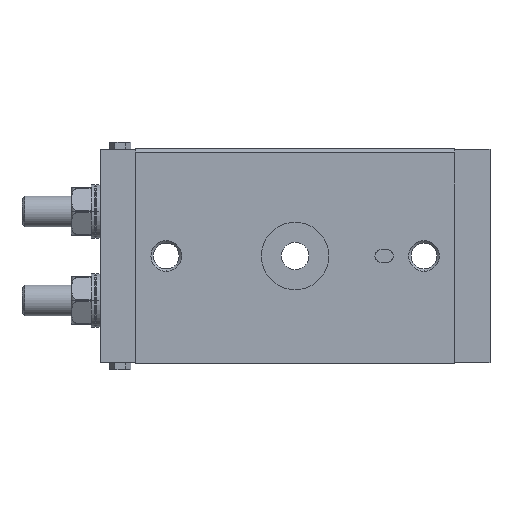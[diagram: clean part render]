
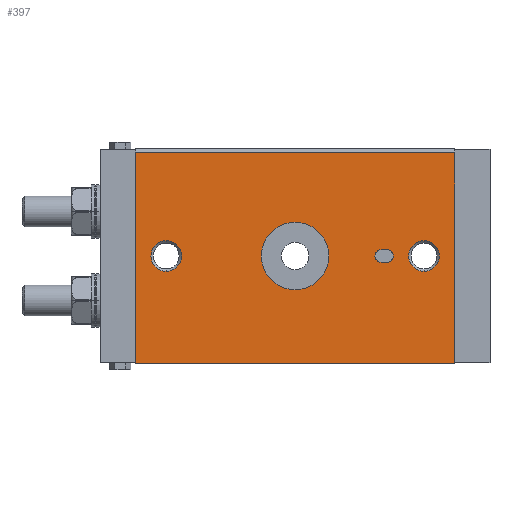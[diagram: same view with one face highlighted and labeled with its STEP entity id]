
A CAD part, front view. The second image highlights one B-rep face of the part: STEP entity #397.
In plain terms, the highlighted planar face has unit normal (0, -1, 0).
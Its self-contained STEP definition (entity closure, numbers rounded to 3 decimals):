
#6 = CARTESIAN_POINT ( 'NONE',  ( -42., 0., 5. ) ) ;
#43 = ORIENTED_EDGE ( 'NONE', *, *, #10511, .T. ) ;
#52 = CARTESIAN_POINT ( 'NONE',  ( 28., 0., 2. ) ) ;
#64 = CARTESIAN_POINT ( 'NONE',  ( 52., 0., 33.586 ) ) ;
#145 = CIRCLE ( 'NONE', #10047, 5. ) ;
#155 = DIRECTION ( 'NONE',  ( 1., 0., 0. ) ) ;
#287 = VERTEX_POINT ( 'NONE', #6813 ) ;
#309 = VERTEX_POINT ( 'NONE', #3123 ) ;
#317 = CARTESIAN_POINT ( 'NONE',  ( 0., 0., -11. ) ) ;
#341 = VERTEX_POINT ( 'NONE', #3156 ) ;
#356 = VECTOR ( 'NONE', #9640, 1000. ) ;
#359 = CIRCLE ( 'NONE', #10793, 2. ) ;
#397 = ADVANCED_FACE ( 'NONE', ( #5588, #596, #898, #5289, #2798 ), #5168, .F. ) ;
#416 = CARTESIAN_POINT ( 'NONE',  ( 52., 0., 33.586 ) ) ;
#567 = LINE ( 'NONE', #10622, #9915 ) ;
#596 = FACE_BOUND ( 'NONE', #8784, .T. ) ;
#726 = ORIENTED_EDGE ( 'NONE', *, *, #6081, .T. ) ;
#875 = ORIENTED_EDGE ( 'NONE', *, *, #11695, .F. ) ;
#898 = FACE_BOUND ( 'NONE', #11240, .T. ) ;
#1047 = CARTESIAN_POINT ( 'NONE',  ( 42., 0., 0. ) ) ;
#1233 = AXIS2_PLACEMENT_3D ( 'NONE', #7405, #1780, #8331 ) ;
#1360 = DIRECTION ( 'NONE',  ( 0., 0., -1. ) ) ;
#1436 = CARTESIAN_POINT ( 'NONE',  ( 52., 0., 33.586 ) ) ;
#1530 = LINE ( 'NONE', #7655, #3728 ) ;
#1567 = VECTOR ( 'NONE', #5088, 1000. ) ;
#1706 = CARTESIAN_POINT ( 'NONE',  ( 42., 0., -5. ) ) ;
#1780 = DIRECTION ( 'NONE',  ( 0., -1., 0. ) ) ;
#1919 = CARTESIAN_POINT ( 'NONE',  ( 42., 0., 0. ) ) ;
#1974 = DIRECTION ( 'NONE',  ( 0., 0., 1. ) ) ;
#2016 = LINE ( 'NONE', #5526, #11635 ) ;
#2136 = DIRECTION ( 'NONE',  ( -1., 0., 0. ) ) ;
#2173 = AXIS2_PLACEMENT_3D ( 'NONE', #2947, #9471, #3884 ) ;
#2174 = EDGE_CURVE ( 'NONE', #8474, #6913, #6856, .T. ) ;
#2240 = LINE ( 'NONE', #4051, #356 ) ;
#2570 = CIRCLE ( 'NONE', #2173, 5. ) ;
#2767 = DIRECTION ( 'NONE',  ( 0., 1., 0. ) ) ;
#2798 = FACE_OUTER_BOUND ( 'NONE', #9435, .T. ) ;
#2880 = DIRECTION ( 'NONE',  ( 0., 0., 1. ) ) ;
#2947 = CARTESIAN_POINT ( 'NONE',  ( -42., 0., 0. ) ) ;
#3123 = CARTESIAN_POINT ( 'NONE',  ( 30., 0., 2. ) ) ;
#3156 = CARTESIAN_POINT ( 'NONE',  ( 42., 0., 5. ) ) ;
#3276 = CARTESIAN_POINT ( 'NONE',  ( 0., 0., 0. ) ) ;
#3321 = DIRECTION ( 'NONE',  ( 0., 1., 0. ) ) ;
#3365 = ORIENTED_EDGE ( 'NONE', *, *, #2174, .T. ) ;
#3724 = VERTEX_POINT ( 'NONE', #52 ) ;
#3728 = VECTOR ( 'NONE', #155, 1000. ) ;
#3736 = ORIENTED_EDGE ( 'NONE', *, *, #8235, .F. ) ;
#3884 = DIRECTION ( 'NONE',  ( 0., 0., 1. ) ) ;
#4051 = CARTESIAN_POINT ( 'NONE',  ( 52., 0., 33.586 ) ) ;
#4087 = VECTOR ( 'NONE', #1360, 1000. ) ;
#4153 = DIRECTION ( 'NONE',  ( 0., -1., 0. ) ) ;
#4208 = DIRECTION ( 'NONE',  ( 0., 0., -1. ) ) ;
#4584 = VERTEX_POINT ( 'NONE', #1706 ) ;
#4894 = CIRCLE ( 'NONE', #6130, 5. ) ;
#4948 = EDGE_CURVE ( 'NONE', #11985, #6312, #1530, .T. ) ;
#5005 = ORIENTED_EDGE ( 'NONE', *, *, #11662, .F. ) ;
#5064 = CARTESIAN_POINT ( 'NONE',  ( -42., 0., -5. ) ) ;
#5088 = DIRECTION ( 'NONE',  ( 0., 0., -1. ) ) ;
#5168 = PLANE ( 'NONE',  #11282 ) ;
#5289 = FACE_BOUND ( 'NONE', #7235, .T. ) ;
#5526 = CARTESIAN_POINT ( 'NONE',  ( -52., 0., -35. ) ) ;
#5548 = DIRECTION ( 'NONE',  ( 0., -1., 0. ) ) ;
#5583 = EDGE_CURVE ( 'NONE', #6312, #309, #359, .T. ) ;
#5588 = FACE_BOUND ( 'NONE', #8953, .T. ) ;
#5659 = CARTESIAN_POINT ( 'NONE',  ( -52., 0., 33.586 ) ) ;
#5738 = VERTEX_POINT ( 'NONE', #64 ) ;
#5909 = VERTEX_POINT ( 'NONE', #10127 ) ;
#6081 = EDGE_CURVE ( 'NONE', #5738, #7731, #2240, .T. ) ;
#6130 = AXIS2_PLACEMENT_3D ( 'NONE', #1047, #7597, #1974 ) ;
#6242 = CARTESIAN_POINT ( 'NONE',  ( 30., 0., -2. ) ) ;
#6312 = VERTEX_POINT ( 'NONE', #6242 ) ;
#6396 = EDGE_CURVE ( 'NONE', #341, #4584, #4894, .T. ) ;
#6472 = CARTESIAN_POINT ( 'NONE',  ( 28., 0., -2. ) ) ;
#6813 = CARTESIAN_POINT ( 'NONE',  ( 0., 0., 11. ) ) ;
#6856 = CIRCLE ( 'NONE', #10388, 5. ) ;
#6904 = VERTEX_POINT ( 'NONE', #7452 ) ;
#6913 = VERTEX_POINT ( 'NONE', #6 ) ;
#7235 = EDGE_LOOP ( 'NONE', ( #10676, #10404, #8032, #11867 ) ) ;
#7405 = CARTESIAN_POINT ( 'NONE',  ( 28., 0., 0. ) ) ;
#7452 = CARTESIAN_POINT ( 'NONE',  ( -52., 0., -35. ) ) ;
#7597 = DIRECTION ( 'NONE',  ( 0., 1., 0. ) ) ;
#7655 = CARTESIAN_POINT ( 'NONE',  ( 28., 0., -2. ) ) ;
#7663 = ORIENTED_EDGE ( 'NONE', *, *, #9057, .T. ) ;
#7731 = VERTEX_POINT ( 'NONE', #5659 ) ;
#7732 = EDGE_CURVE ( 'NONE', #4584, #341, #145, .T. ) ;
#8032 = ORIENTED_EDGE ( 'NONE', *, *, #10861, .F. ) ;
#8223 = EDGE_CURVE ( 'NONE', #3724, #11985, #9483, .T. ) ;
#8235 = EDGE_CURVE ( 'NONE', #5909, #6904, #2016, .T. ) ;
#8331 = DIRECTION ( 'NONE',  ( 0., 0., -1. ) ) ;
#8367 = CARTESIAN_POINT ( 'NONE',  ( -42., 0., 0. ) ) ;
#8453 = LINE ( 'NONE', #10668, #1567 ) ;
#8474 = VERTEX_POINT ( 'NONE', #5064 ) ;
#8477 = DIRECTION ( 'NONE',  ( 0., 1., 0. ) ) ;
#8774 = CIRCLE ( 'NONE', #9644, 11. ) ;
#8784 = EDGE_LOOP ( 'NONE', ( #3365, #7663 ) ) ;
#8824 = ORIENTED_EDGE ( 'NONE', *, *, #6396, .T. ) ;
#8920 = CIRCLE ( 'NONE', #9697, 11. ) ;
#8953 = EDGE_LOOP ( 'NONE', ( #10573, #8824 ) ) ;
#9057 = EDGE_CURVE ( 'NONE', #6913, #8474, #2570, .T. ) ;
#9257 = EDGE_CURVE ( 'NONE', #287, #10449, #8920, .T. ) ;
#9306 = DIRECTION ( 'NONE',  ( 0., 0., 1. ) ) ;
#9435 = EDGE_LOOP ( 'NONE', ( #43, #3736, #5005, #726 ) ) ;
#9471 = DIRECTION ( 'NONE',  ( 0., 1., 0. ) ) ;
#9483 = CIRCLE ( 'NONE', #1233, 2. ) ;
#9640 = DIRECTION ( 'NONE',  ( -1., 0., 0. ) ) ;
#9644 = AXIS2_PLACEMENT_3D ( 'NONE', #3276, #9800, #4208 ) ;
#9697 = AXIS2_PLACEMENT_3D ( 'NONE', #9740, #4153, #10672 ) ;
#9740 = CARTESIAN_POINT ( 'NONE',  ( 0., 0., 0. ) ) ;
#9800 = DIRECTION ( 'NONE',  ( 0., -1., 0. ) ) ;
#9845 = DIRECTION ( 'NONE',  ( 0., 0., 1. ) ) ;
#9915 = VECTOR ( 'NONE', #2136, 1000. ) ;
#10047 = AXIS2_PLACEMENT_3D ( 'NONE', #1919, #8477, #2880 ) ;
#10127 = CARTESIAN_POINT ( 'NONE',  ( 52., 0., -35. ) ) ;
#10388 = AXIS2_PLACEMENT_3D ( 'NONE', #8367, #2767, #9306 ) ;
#10392 = ORIENTED_EDGE ( 'NONE', *, *, #9257, .F. ) ;
#10404 = ORIENTED_EDGE ( 'NONE', *, *, #8223, .F. ) ;
#10449 = VERTEX_POINT ( 'NONE', #317 ) ;
#10511 = EDGE_CURVE ( 'NONE', #7731, #6904, #8453, .T. ) ;
#10573 = ORIENTED_EDGE ( 'NONE', *, *, #7732, .T. ) ;
#10622 = CARTESIAN_POINT ( 'NONE',  ( 30., 0., 2. ) ) ;
#10668 = CARTESIAN_POINT ( 'NONE',  ( -52., 0., 33.586 ) ) ;
#10672 = DIRECTION ( 'NONE',  ( 0., 0., -1. ) ) ;
#10676 = ORIENTED_EDGE ( 'NONE', *, *, #4948, .F. ) ;
#10793 = AXIS2_PLACEMENT_3D ( 'NONE', #11112, #5548, #12049 ) ;
#10861 = EDGE_CURVE ( 'NONE', #309, #3724, #567, .T. ) ;
#11112 = CARTESIAN_POINT ( 'NONE',  ( 30., 0., 0. ) ) ;
#11213 = DIRECTION ( 'NONE',  ( -1., 0., 0. ) ) ;
#11240 = EDGE_LOOP ( 'NONE', ( #875, #10392 ) ) ;
#11282 = AXIS2_PLACEMENT_3D ( 'NONE', #1436, #3321, #9845 ) ;
#11356 = LINE ( 'NONE', #416, #4087 ) ;
#11635 = VECTOR ( 'NONE', #11213, 1000. ) ;
#11662 = EDGE_CURVE ( 'NONE', #5738, #5909, #11356, .T. ) ;
#11695 = EDGE_CURVE ( 'NONE', #10449, #287, #8774, .T. ) ;
#11867 = ORIENTED_EDGE ( 'NONE', *, *, #5583, .F. ) ;
#11985 = VERTEX_POINT ( 'NONE', #6472 ) ;
#12049 = DIRECTION ( 'NONE',  ( 0., 0., -1. ) ) ;
